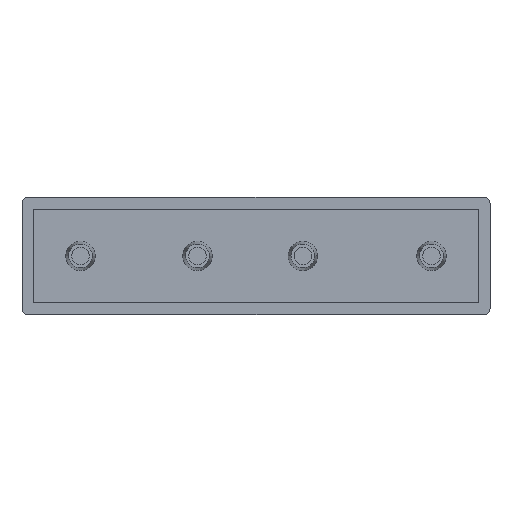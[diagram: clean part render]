
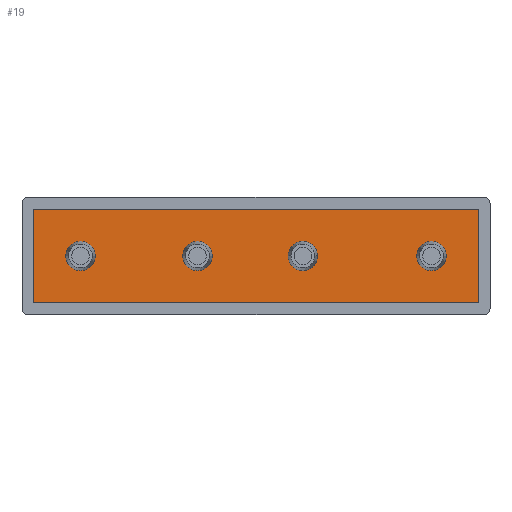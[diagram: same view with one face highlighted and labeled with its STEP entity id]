
A CAD part, top view. The second image highlights one B-rep face of the part: STEP entity #19.
In plain terms, the highlighted planar face has unit normal (0, 0, 1).
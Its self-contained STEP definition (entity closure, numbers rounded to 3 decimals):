
#19 = ADVANCED_FACE ( 'NONE', ( #1293, #1284, #1288, #1290, #1286 ), #1004, .T. ) ;
#89 = AXIS2_PLACEMENT_3D ( 'NONE', #564, #563, #562 ) ;
#90 = AXIS2_PLACEMENT_3D ( 'NONE', #570, #569, #568 ) ;
#91 = AXIS2_PLACEMENT_3D ( 'NONE', #585, #583, #582 ) ;
#92 = AXIS2_PLACEMENT_3D ( 'NONE', #593, #591, #590 ) ;
#93 = AXIS2_PLACEMENT_3D ( 'NONE', #605, #604, #603 ) ;
#97 = AXIS2_PLACEMENT_3D ( 'NONE', #648, #646, #645 ) ;
#103 = AXIS2_PLACEMENT_3D ( 'NONE', #695, #694, #693 ) ;
#107 = AXIS2_PLACEMENT_3D ( 'NONE', #733, #732, #728 ) ;
#173 = AXIS2_PLACEMENT_3D ( 'NONE', #1002, #1006, #1000 ) ;
#185 = EDGE_CURVE ( 'NONE', #1357, #1349, #1224, .T. ) ;
#201 = EDGE_CURVE ( 'NONE', #1341, #1339, #1178, .T. ) ;
#214 = EDGE_CURVE ( 'NONE', #1331, #1329, #1156, .T. ) ;
#225 = EDGE_CURVE ( 'NONE', #1363, #1365, #1139, .T. ) ;
#227 = EDGE_CURVE ( 'NONE', #1339, #1341, #1141, .T. ) ;
#228 = EDGE_CURVE ( 'NONE', #1365, #1363, #1134, .T. ) ;
#229 = EDGE_CURVE ( 'NONE', #1344, #1334, #1133, .T. ) ;
#230 = EDGE_CURVE ( 'NONE', #1361, #1334, #1136, .T. ) ;
#231 = EDGE_CURVE ( 'NONE', #1364, #1361, #1132, .T. ) ;
#232 = EDGE_CURVE ( 'NONE', #1364, #1344, #1130, .T. ) ;
#233 = EDGE_CURVE ( 'NONE', #1329, #1331, #1126, .T. ) ;
#234 = EDGE_CURVE ( 'NONE', #1349, #1357, #1124, .T. ) ;
#335 = CARTESIAN_POINT ( 'NONE',  ( -85.966, 16.773, 2. ) ) ;
#336 = CARTESIAN_POINT ( 'NONE',  ( -15.466, 8.773, 2. ) ) ;
#337 = CARTESIAN_POINT ( 'NONE',  ( -80.966, 16.773, 2. ) ) ;
#339 = CARTESIAN_POINT ( 'NONE',  ( -91.466, 8.773, 2. ) ) ;
#343 = CARTESIAN_POINT ( 'NONE',  ( -60.966, 16.773, 2. ) ) ;
#351 = CARTESIAN_POINT ( 'NONE',  ( -65.966, 16.773, 2. ) ) ;
#356 = CARTESIAN_POINT ( 'NONE',  ( -15.466, 24.773, 2. ) ) ;
#359 = CARTESIAN_POINT ( 'NONE',  ( -42.966, 16.773, 2. ) ) ;
#361 = CARTESIAN_POINT ( 'NONE',  ( -47.966, 16.773, 2. ) ) ;
#366 = CARTESIAN_POINT ( 'NONE',  ( -91.466, 24.773, 2. ) ) ;
#369 = CARTESIAN_POINT ( 'NONE',  ( -20.966, 16.773, 2. ) ) ;
#371 = CARTESIAN_POINT ( 'NONE',  ( -25.966, 16.773, 2. ) ) ;
#562 = DIRECTION ( 'NONE',  ( 1., 0., 0. ) ) ;
#563 = DIRECTION ( 'NONE',  ( 0., 0., 1. ) ) ;
#564 = CARTESIAN_POINT ( 'NONE',  ( -63.466, 16.773, 2. ) ) ;
#568 = DIRECTION ( 'NONE',  ( 1., 0., 0. ) ) ;
#569 = DIRECTION ( 'NONE',  ( 0., 0., 1. ) ) ;
#570 = CARTESIAN_POINT ( 'NONE',  ( -23.466, 16.773, 2. ) ) ;
#573 = DIRECTION ( 'NONE',  ( 0., 1., 0. ) ) ;
#575 = DIRECTION ( 'NONE',  ( -1., 0., 0. ) ) ;
#579 = DIRECTION ( 'NONE',  ( 0., 1., 0. ) ) ;
#580 = CARTESIAN_POINT ( 'NONE',  ( -15.466, 26.773, 2. ) ) ;
#582 = DIRECTION ( 'NONE',  ( 1., 0., 0. ) ) ;
#583 = DIRECTION ( 'NONE',  ( 0., 0., 1. ) ) ;
#585 = CARTESIAN_POINT ( 'NONE',  ( -83.466, 16.773, 2. ) ) ;
#586 = CARTESIAN_POINT ( 'NONE',  ( -91.466, 6.773, 2. ) ) ;
#588 = CARTESIAN_POINT ( 'NONE',  ( -93.466, 8.773, 2. ) ) ;
#590 = DIRECTION ( 'NONE',  ( 1., 0., 0. ) ) ;
#591 = DIRECTION ( 'NONE',  ( 0., 0., 1. ) ) ;
#593 = CARTESIAN_POINT ( 'NONE',  ( -45.466, 16.773, 2. ) ) ;
#594 = DIRECTION ( 'NONE',  ( -1., 0., 0. ) ) ;
#596 = CARTESIAN_POINT ( 'NONE',  ( -93.466, 24.773, 2. ) ) ;
#603 = DIRECTION ( 'NONE',  ( 1., 0., 0. ) ) ;
#604 = DIRECTION ( 'NONE',  ( 0., 0., 1. ) ) ;
#605 = CARTESIAN_POINT ( 'NONE',  ( -83.466, 16.773, 2. ) ) ;
#645 = DIRECTION ( 'NONE',  ( 1., 0., 0. ) ) ;
#646 = DIRECTION ( 'NONE',  ( 0., 0., 1. ) ) ;
#648 = CARTESIAN_POINT ( 'NONE',  ( -23.466, 16.773, 2. ) ) ;
#693 = DIRECTION ( 'NONE',  ( 1., 0., 0. ) ) ;
#694 = DIRECTION ( 'NONE',  ( 0., 0., 1. ) ) ;
#695 = CARTESIAN_POINT ( 'NONE',  ( -45.466, 16.773, 2. ) ) ;
#728 = DIRECTION ( 'NONE',  ( 1., 0., 0. ) ) ;
#732 = DIRECTION ( 'NONE',  ( 0., 0., 1. ) ) ;
#733 = CARTESIAN_POINT ( 'NONE',  ( -63.466, 16.773, 2. ) ) ;
#1000 = DIRECTION ( 'NONE',  ( 1., 0., 0. ) ) ;
#1002 = CARTESIAN_POINT ( 'NONE',  ( -93.466, 6.773, 2. ) ) ;
#1004 = PLANE ( 'NONE',  #173 ) ;
#1006 = DIRECTION ( 'NONE',  ( 0., 0., 1. ) ) ;
#1124 = CIRCLE ( 'NONE', #89, 2.5 ) ;
#1125 = VECTOR ( 'NONE', #573, 1000. ) ;
#1126 = CIRCLE ( 'NONE', #90, 2.5 ) ;
#1127 = VECTOR ( 'NONE', #575, 1000. ) ;
#1129 = VECTOR ( 'NONE', #579, 1000. ) ;
#1130 = LINE ( 'NONE', #580, #1125 ) ;
#1131 = VECTOR ( 'NONE', #594, 1000. ) ;
#1132 = LINE ( 'NONE', #588, #1127 ) ;
#1133 = LINE ( 'NONE', #596, #1131 ) ;
#1134 = CIRCLE ( 'NONE', #91, 2.5 ) ;
#1136 = LINE ( 'NONE', #586, #1129 ) ;
#1139 = CIRCLE ( 'NONE', #93, 2.5 ) ;
#1141 = CIRCLE ( 'NONE', #92, 2.5 ) ;
#1156 = CIRCLE ( 'NONE', #97, 2.5 ) ;
#1178 = CIRCLE ( 'NONE', #103, 2.5 ) ;
#1224 = CIRCLE ( 'NONE', #107, 2.5 ) ;
#1284 = FACE_BOUND ( 'NONE', #1397, .T. ) ;
#1286 = FACE_BOUND ( 'NONE', #1402, .T. ) ;
#1288 = FACE_OUTER_BOUND ( 'NONE', #1401, .T. ) ;
#1290 = FACE_BOUND ( 'NONE', #1394, .T. ) ;
#1293 = FACE_BOUND ( 'NONE', #1391, .T. ) ;
#1329 = VERTEX_POINT ( 'NONE', #371 ) ;
#1331 = VERTEX_POINT ( 'NONE', #369 ) ;
#1334 = VERTEX_POINT ( 'NONE', #366 ) ;
#1339 = VERTEX_POINT ( 'NONE', #361 ) ;
#1341 = VERTEX_POINT ( 'NONE', #359 ) ;
#1344 = VERTEX_POINT ( 'NONE', #356 ) ;
#1349 = VERTEX_POINT ( 'NONE', #351 ) ;
#1357 = VERTEX_POINT ( 'NONE', #343 ) ;
#1361 = VERTEX_POINT ( 'NONE', #339 ) ;
#1363 = VERTEX_POINT ( 'NONE', #337 ) ;
#1364 = VERTEX_POINT ( 'NONE', #336 ) ;
#1365 = VERTEX_POINT ( 'NONE', #335 ) ;
#1391 = EDGE_LOOP ( 'NONE', ( #1500, #1501 ) ) ;
#1394 = EDGE_LOOP ( 'NONE', ( #1508, #1509 ) ) ;
#1397 = EDGE_LOOP ( 'NONE', ( #1502, #1503 ) ) ;
#1401 = EDGE_LOOP ( 'NONE', ( #1504, #1505, #1506, #1507 ) ) ;
#1402 = EDGE_LOOP ( 'NONE', ( #1510, #1511 ) ) ;
#1500 = ORIENTED_EDGE ( 'NONE', *, *, #227, .F. ) ;
#1501 = ORIENTED_EDGE ( 'NONE', *, *, #201, .F. ) ;
#1502 = ORIENTED_EDGE ( 'NONE', *, *, #228, .F. ) ;
#1503 = ORIENTED_EDGE ( 'NONE', *, *, #225, .F. ) ;
#1504 = ORIENTED_EDGE ( 'NONE', *, *, #229, .T. ) ;
#1505 = ORIENTED_EDGE ( 'NONE', *, *, #230, .F. ) ;
#1506 = ORIENTED_EDGE ( 'NONE', *, *, #231, .F. ) ;
#1507 = ORIENTED_EDGE ( 'NONE', *, *, #232, .T. ) ;
#1508 = ORIENTED_EDGE ( 'NONE', *, *, #233, .F. ) ;
#1509 = ORIENTED_EDGE ( 'NONE', *, *, #214, .F. ) ;
#1510 = ORIENTED_EDGE ( 'NONE', *, *, #234, .F. ) ;
#1511 = ORIENTED_EDGE ( 'NONE', *, *, #185, .F. ) ;
